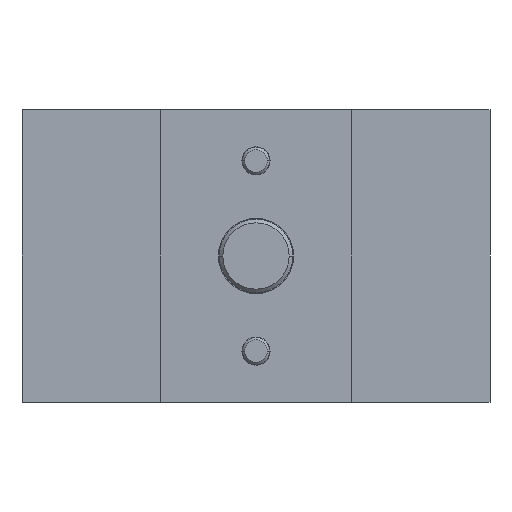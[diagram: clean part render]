
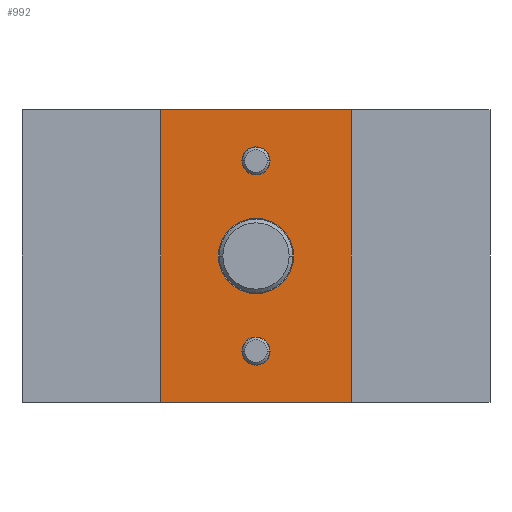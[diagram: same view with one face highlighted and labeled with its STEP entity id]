
A CAD part, front view. The second image highlights one B-rep face of the part: STEP entity #992.
In plain terms, the highlighted planar face has unit normal (0, -1, 0).
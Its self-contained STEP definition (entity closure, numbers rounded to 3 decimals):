
#610=VERTEX_POINT('',#1657);
#694=EDGE_CURVE('',#1018,#1098,#1748,.T.);
#718=EDGE_CURVE('',#1302,#610,#1773,.T.);
#768=EDGE_CURVE('',#1304,#952,#1830,.T.);
#786=VERTEX_POINT('',#1848);
#862=EDGE_CURVE('',#1302,#1220,#1935,.T.);
#868=EDGE_CURVE('',#922,#1512,#1941,.T.);
#922=VERTEX_POINT('',#1998);
#952=VERTEX_POINT('',#2031);
#992=ADVANCED_FACE('',(#2073,#2074,#2075,#2076),#2077,.T.);
#1018=VERTEX_POINT('',#2107);
#1056=EDGE_CURVE('',#1220,#786,#2147,.T.);
#1098=VERTEX_POINT('',#2193);
#1220=VERTEX_POINT('',#2327);
#1302=VERTEX_POINT('',#2418);
#1304=VERTEX_POINT('',#2420);
#1400=EDGE_CURVE('',#1098,#1018,#2532,.T.);
#1462=EDGE_CURVE('',#786,#610,#2600,.T.);
#1470=EDGE_CURVE('',#1512,#922,#2608,.T.);
#1512=VERTEX_POINT('',#2657);
#1568=EDGE_CURVE('',#952,#1304,#2721,.T.);
#1657=CARTESIAN_POINT('',(-20.65,0.,31.75));
#1748=CIRCLE('',#2968,8.16);
#1773=LINE('',#3005,#3006);
#1830=CIRCLE('',#3081,3.05);
#1848=CARTESIAN_POINT('',(20.65,0.,31.75));
#1935=LINE('',#3230,#3231);
#1941=CIRCLE('',#3241,3.05);
#1998=CARTESIAN_POINT('',(3.05,0.,20.65));
#2031=CARTESIAN_POINT('',(-3.05,0.,-20.65));
#2073=FACE_BOUND('',#3431,.T.);
#2074=FACE_BOUND('',#3432,.T.);
#2075=FACE_BOUND('',#3433,.T.);
#2076=FACE_OUTER_BOUND('',#3434,.T.);
#2077=PLANE('',#3435);
#2107=CARTESIAN_POINT('',(-8.16,0.0,0.));
#2147=LINE('',#3536,#3537);
#2193=CARTESIAN_POINT('',(8.16,0.0,0.));
#2327=CARTESIAN_POINT('',(20.65,0.,-31.75));
#2418=CARTESIAN_POINT('',(-20.65,0.,-31.75));
#2420=CARTESIAN_POINT('',(3.05,0.,-20.65));
#2532=CIRCLE('',#4051,8.16);
#2600=LINE('',#4154,#4155);
#2608=CIRCLE('',#4166,3.05);
#2657=CARTESIAN_POINT('',(-3.05,0.,20.65));
#2721=CIRCLE('',#4307,3.05);
#2968=AXIS2_PLACEMENT_3D('',#4479,#4480,#4481);
#3005=CARTESIAN_POINT('',(-20.65,0.,-31.75));
#3006=VECTOR('',#4498,1.0);
#3081=AXIS2_PLACEMENT_3D('',#4606,#4607,#4608);
#3230=CARTESIAN_POINT('',(-20.65,0.,-31.75));
#3231=VECTOR('',#4724,1.0);
#3241=AXIS2_PLACEMENT_3D('',#4729,#4730,#4731);
#3431=EDGE_LOOP('',(#4844,#4845));
#3432=EDGE_LOOP('',(#4846,#4847));
#3433=EDGE_LOOP('',(#4848,#4849));
#3434=EDGE_LOOP('',(#4850,#4851,#4852,#4853));
#3435=AXIS2_PLACEMENT_3D('',#4854,#4855,#4856);
#3536=CARTESIAN_POINT('',(20.65,0.,-31.75));
#3537=VECTOR('',#4929,1.0);
#4051=AXIS2_PLACEMENT_3D('',#5338,#5339,#5340);
#4154=CARTESIAN_POINT('',(-20.65,0.,31.75));
#4155=VECTOR('',#5408,1.0);
#4166=AXIS2_PLACEMENT_3D('',#5410,#5411,#5412);
#4307=AXIS2_PLACEMENT_3D('',#5550,#5551,#5552);
#4479=CARTESIAN_POINT('',(0.0,0.0,0.0));
#4480=DIRECTION('',(-0.0,1.0,0.0));
#4481=DIRECTION('',(1.0,0.0,0.0));
#4498=DIRECTION('',(0.0,0.0,1.0));
#4606=CARTESIAN_POINT('',(0.,0.,-20.65));
#4607=DIRECTION('',(-0.0,1.0,0.0));
#4608=DIRECTION('',(1.0,0.0,0.0));
#4724=DIRECTION('',(1.0,0.0,0.0));
#4729=CARTESIAN_POINT('',(0.,0.,20.65));
#4730=DIRECTION('',(-0.0,1.0,0.0));
#4731=DIRECTION('',(1.0,0.0,0.0));
#4844=ORIENTED_EDGE('',*,*,#1470,.T.);
#4845=ORIENTED_EDGE('',*,*,#868,.T.);
#4846=ORIENTED_EDGE('',*,*,#1568,.T.);
#4847=ORIENTED_EDGE('',*,*,#768,.T.);
#4848=ORIENTED_EDGE('',*,*,#694,.T.);
#4849=ORIENTED_EDGE('',*,*,#1400,.T.);
#4850=ORIENTED_EDGE('',*,*,#1462,.T.);
#4851=ORIENTED_EDGE('',*,*,#718,.F.);
#4852=ORIENTED_EDGE('',*,*,#862,.T.);
#4853=ORIENTED_EDGE('',*,*,#1056,.T.);
#4854=CARTESIAN_POINT('',(20.65,0.,-31.75));
#4855=DIRECTION('',(0.0,-1.0,0.0));
#4856=DIRECTION('',(1.0,0.0,0.0));
#4929=DIRECTION('',(0.0,0.0,1.0));
#5338=CARTESIAN_POINT('',(0.0,0.0,0.0));
#5339=DIRECTION('',(-0.0,1.0,0.0));
#5340=DIRECTION('',(1.0,0.0,0.0));
#5408=DIRECTION('',(-1.0,-0.0,-0.0));
#5410=CARTESIAN_POINT('',(0.,0.,20.65));
#5411=DIRECTION('',(-0.0,1.0,0.0));
#5412=DIRECTION('',(1.0,0.0,0.0));
#5550=CARTESIAN_POINT('',(0.,0.,-20.65));
#5551=DIRECTION('',(-0.0,1.0,0.0));
#5552=DIRECTION('',(1.0,0.0,0.0));
